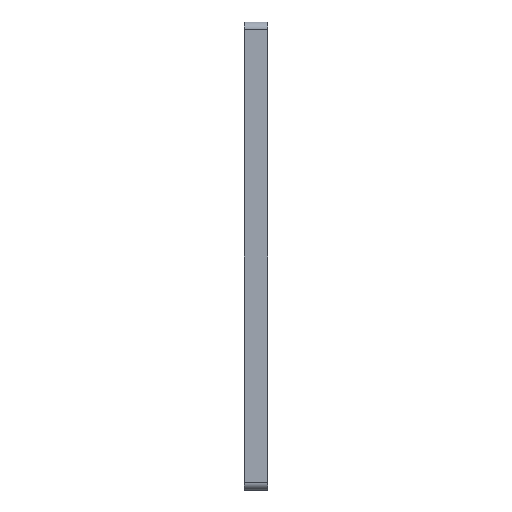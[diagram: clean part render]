
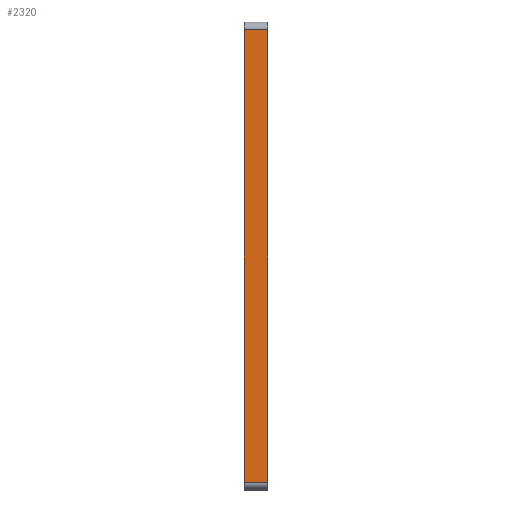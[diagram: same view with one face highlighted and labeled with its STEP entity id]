
A CAD part, left-side view. The second image highlights one B-rep face of the part: STEP entity #2320.
In plain terms, the highlighted planar face has unit normal (-1, 0, 0).
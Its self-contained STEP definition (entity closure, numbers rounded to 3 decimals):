
#452 = VERTEX_POINT ( 'NONE', #4082 ) ;
#1026 = AXIS2_PLACEMENT_3D ( 'NONE', #1639, #5637, #10700 ) ;
#1639 = CARTESIAN_POINT ( 'NONE',  ( -60., 6., -60. ) ) ;
#2127 = ORIENTED_EDGE ( 'NONE', *, *, #3877, .T. ) ;
#2320 = ADVANCED_FACE ( 'NONE', ( #5369 ), #12653, .F. ) ;
#2934 = VECTOR ( 'NONE', #9081, 1000. ) ;
#3264 = VECTOR ( 'NONE', #10240, 1000. ) ;
#3359 = CARTESIAN_POINT ( 'NONE',  ( -60., 6., -58. ) ) ;
#3877 = EDGE_CURVE ( 'NONE', #4599, #7955, #6020, .T. ) ;
#4082 = CARTESIAN_POINT ( 'NONE',  ( -60., 6., 58. ) ) ;
#4599 = VERTEX_POINT ( 'NONE', #3359 ) ;
#4902 = DIRECTION ( 'NONE',  ( 0., -1., 0. ) ) ;
#5097 = ORIENTED_EDGE ( 'NONE', *, *, #8732, .T. ) ;
#5369 = FACE_OUTER_BOUND ( 'NONE', #5953, .T. ) ;
#5565 = CARTESIAN_POINT ( 'NONE',  ( -60., 0., -58. ) ) ;
#5588 = LINE ( 'NONE', #8551, #2934 ) ;
#5632 = DIRECTION ( 'NONE',  ( 0., 1., 0. ) ) ;
#5637 = DIRECTION ( 'NONE',  ( 1., 0., 0. ) ) ;
#5953 = EDGE_LOOP ( 'NONE', ( #12672, #2127, #5097, #11775 ) ) ;
#6020 = LINE ( 'NONE', #13002, #11209 ) ;
#7943 = CARTESIAN_POINT ( 'NONE',  ( -60., 0., -60. ) ) ;
#7955 = VERTEX_POINT ( 'NONE', #5565 ) ;
#8551 = CARTESIAN_POINT ( 'NONE',  ( -60., 6., -60. ) ) ;
#8732 = EDGE_CURVE ( 'NONE', #7955, #11311, #10188, .T. ) ;
#9081 = DIRECTION ( 'NONE',  ( 0., 0., 1. ) ) ;
#9684 = CARTESIAN_POINT ( 'NONE',  ( -60., 6., 58. ) ) ;
#9842 = LINE ( 'NONE', #9684, #10792 ) ;
#10188 = LINE ( 'NONE', #7943, #3264 ) ;
#10240 = DIRECTION ( 'NONE',  ( 0., 0., 1. ) ) ;
#10700 = DIRECTION ( 'NONE',  ( 0., 0., -1. ) ) ;
#10792 = VECTOR ( 'NONE', #5632, 1000. ) ;
#10853 = EDGE_CURVE ( 'NONE', #4599, #452, #5588, .T. ) ;
#10938 = EDGE_CURVE ( 'NONE', #11311, #452, #9842, .T. ) ;
#11209 = VECTOR ( 'NONE', #4902, 1000. ) ;
#11311 = VERTEX_POINT ( 'NONE', #12679 ) ;
#11775 = ORIENTED_EDGE ( 'NONE', *, *, #10938, .T. ) ;
#12653 = PLANE ( 'NONE',  #1026 ) ;
#12672 = ORIENTED_EDGE ( 'NONE', *, *, #10853, .F. ) ;
#12679 = CARTESIAN_POINT ( 'NONE',  ( -60., 0., 58. ) ) ;
#13002 = CARTESIAN_POINT ( 'NONE',  ( -60., 6., -58. ) ) ;
